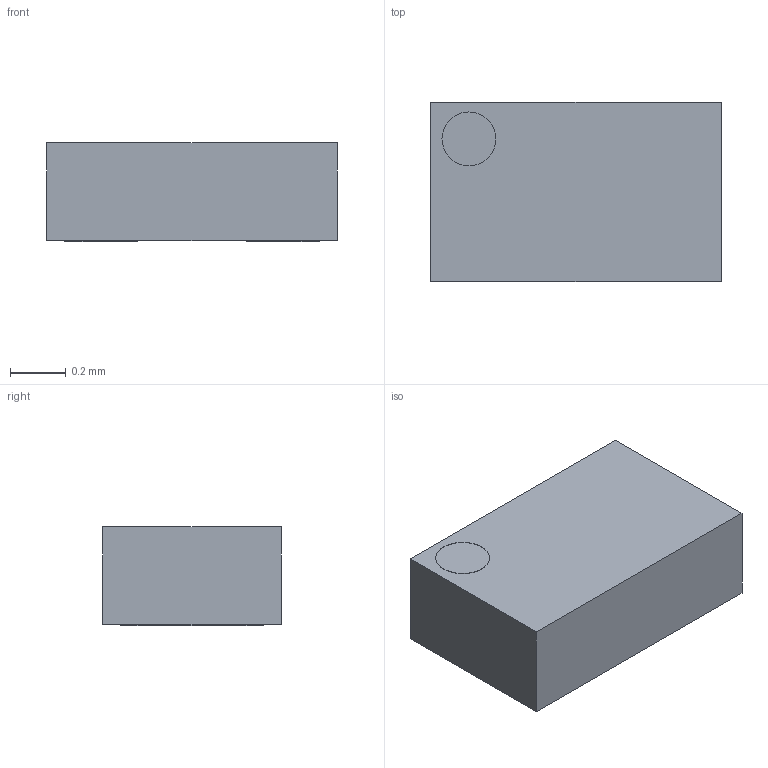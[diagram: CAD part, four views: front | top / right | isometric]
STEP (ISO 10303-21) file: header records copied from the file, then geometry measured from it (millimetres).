
FILE_DESCRIPTION(/* description */ (''),/* implementation_level */ '2;1');
FILE_NAME(/* name */ 'CSD23382F4 -DFN65P100X35-3L v1-PIN1.step',/* time_stamp */ '2017-09-06T11:20:53+02:00',/* author */ (''),/* organization */ (''),/* preprocessor_version */ 'ST-DEVELOPER v16.13',/* originating_system */ 'Autodesk Translation Framework v6.1.1.50',/* authorisation */ '');
FILE_SCHEMA (('AUTOMOTIVE_DESIGN { 1 0 10303 214 3 1 1 }'));
Length unit declared in the file: millimetre
Products named in the file (5): CSD23382F4 -DFN65P100X35-3L v2; 962558176; Body; bigPin; smallPine
Assembly tree (5 placements, depth 3):
  CSD23382F4 -DFN65P100X35-3L v2
    962558176
      Body
      bigPin
      smallPine  x2
Bounding box: 1.04 x 0.64 x 0.35 mm (x, y, z)
Volume: 0.2 mm3; surface area: 3 mm2
Topology: 4 solids, 4 shells, 26 faces, 51 edges, 34 vertices
Faces by surface type: plane 25, cylinder 1
Full cylindrical faces by diameter (mm): 0.193 x1
Entity records: 627 total; most frequent: DIRECTION 100, CARTESIAN_POINT 94, ORIENTED_EDGE 76, EDGE_CURVE 38, LINE 36, VECTOR 36, AXIS2_PLACEMENT_3D 32, VERTEX_POINT 26
